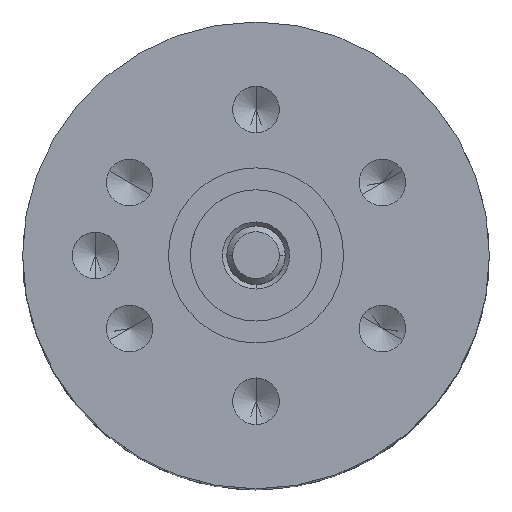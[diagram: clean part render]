
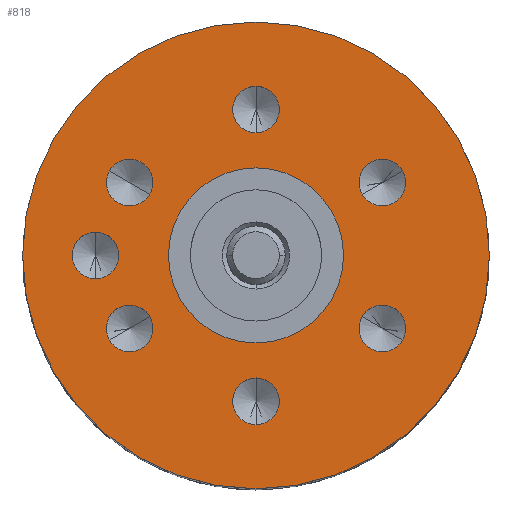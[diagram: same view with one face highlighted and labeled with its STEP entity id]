
A CAD part, top view. The second image highlights one B-rep face of the part: STEP entity #818.
In plain terms, the highlighted planar face has unit normal (0, 0, 1).
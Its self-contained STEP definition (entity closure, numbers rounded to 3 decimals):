
#303=CARTESIAN_POINT('',(0.,0.,22.4));
#304=DIRECTION('',(0.,0.,1.));
#305=DIRECTION('',(0.,1.,0.));
#306=AXIS2_PLACEMENT_3D('',#303,#304,#305);
#308=CARTESIAN_POINT('',(0.,0.,22.4));
#309=DIRECTION('',(0.,0.,-1.));
#310=DIRECTION('',(0.,1.,0.));
#311=AXIS2_PLACEMENT_3D('',#308,#309,#310);
#313=CARTESIAN_POINT('',(0.,0.,22.4));
#314=DIRECTION('',(0.,0.,1.));
#315=DIRECTION('',(0.,1.,0.));
#316=AXIS2_PLACEMENT_3D('',#313,#314,#315);
#318=CARTESIAN_POINT('',(0.,0.,22.4));
#319=DIRECTION('',(0.,0.,-1.));
#320=DIRECTION('',(0.,1.,0.));
#321=AXIS2_PLACEMENT_3D('',#318,#319,#320);
#323=CARTESIAN_POINT('',(0.,5.,22.4));
#324=DIRECTION('',(0.,0.,1.));
#325=DIRECTION('',(0.,1.,0.));
#326=AXIS2_PLACEMENT_3D('',#323,#324,#325);
#328=CARTESIAN_POINT('',(0.,5.,22.4));
#329=DIRECTION('',(0.,0.,1.));
#330=DIRECTION('',(0.,-1.,0.));
#331=AXIS2_PLACEMENT_3D('',#328,#329,#330);
#333=CARTESIAN_POINT('',(4.33,2.5,22.4));
#334=DIRECTION('',(0.,0.,1.));
#335=DIRECTION('',(0.866,0.5,0.));
#336=AXIS2_PLACEMENT_3D('',#333,#334,#335);
#338=CARTESIAN_POINT('',(4.33,2.5,22.4));
#339=DIRECTION('',(0.,0.,1.));
#340=DIRECTION('',(-0.866,-0.5,0.));
#341=AXIS2_PLACEMENT_3D('',#338,#339,#340);
#343=CARTESIAN_POINT('',(4.33,-2.5,22.4));
#344=DIRECTION('',(0.,0.,1.));
#345=DIRECTION('',(0.866,-0.5,0.));
#346=AXIS2_PLACEMENT_3D('',#343,#344,#345);
#348=CARTESIAN_POINT('',(4.33,-2.5,22.4));
#349=DIRECTION('',(0.,0.,1.));
#350=DIRECTION('',(-0.866,0.5,0.));
#351=AXIS2_PLACEMENT_3D('',#348,#349,#350);
#353=CARTESIAN_POINT('',(0.,-5.,22.4));
#354=DIRECTION('',(0.,0.,1.));
#355=DIRECTION('',(0.,-1.,0.));
#356=AXIS2_PLACEMENT_3D('',#353,#354,#355);
#358=CARTESIAN_POINT('',(0.,-5.,22.4));
#359=DIRECTION('',(0.,0.,1.));
#360=DIRECTION('',(0.,1.,0.));
#361=AXIS2_PLACEMENT_3D('',#358,#359,#360);
#363=CARTESIAN_POINT('',(-4.33,-2.5,22.4));
#364=DIRECTION('',(0.,0.,1.));
#365=DIRECTION('',(-0.866,-0.5,0.));
#366=AXIS2_PLACEMENT_3D('',#363,#364,#365);
#368=CARTESIAN_POINT('',(-4.33,-2.5,22.4));
#369=DIRECTION('',(0.,0.,1.));
#370=DIRECTION('',(0.866,0.5,0.));
#371=AXIS2_PLACEMENT_3D('',#368,#369,#370);
#373=CARTESIAN_POINT('',(-4.33,2.5,22.4));
#374=DIRECTION('',(0.,0.,1.));
#375=DIRECTION('',(-0.866,0.5,0.));
#376=AXIS2_PLACEMENT_3D('',#373,#374,#375);
#378=CARTESIAN_POINT('',(-4.33,2.5,22.4));
#379=DIRECTION('',(0.,0.,1.));
#380=DIRECTION('',(0.866,-0.5,0.));
#381=AXIS2_PLACEMENT_3D('',#378,#379,#380);
#383=CARTESIAN_POINT('',(-5.5,0.,22.4));
#384=DIRECTION('',(0.,0.,1.));
#385=DIRECTION('',(0.,1.,0.));
#386=AXIS2_PLACEMENT_3D('',#383,#384,#385);
#388=CARTESIAN_POINT('',(-5.5,0.,22.4));
#389=DIRECTION('',(0.,0.,1.));
#390=DIRECTION('',(0.,-1.,0.));
#391=AXIS2_PLACEMENT_3D('',#388,#389,#390);
#598=CARTESIAN_POINT('',(0.,8.,22.4));
#600=VERTEX_POINT('',#598);
#601=CARTESIAN_POINT('',(0.,3.,22.4));
#603=VERTEX_POINT('',#601);
#610=CARTESIAN_POINT('',(0.,-8.,22.4));
#612=VERTEX_POINT('',#610);
#613=CARTESIAN_POINT('',(0.,-3.,22.4));
#615=VERTEX_POINT('',#613);
#623=CARTESIAN_POINT('',(0.,5.8,22.4));
#624=CARTESIAN_POINT('',(0.,4.2,22.4));
#625=VERTEX_POINT('',#623);
#626=VERTEX_POINT('',#624);
#633=CARTESIAN_POINT('',(5.023,2.9,22.4));
#634=CARTESIAN_POINT('',(3.637,2.1,22.4));
#635=VERTEX_POINT('',#633);
#636=VERTEX_POINT('',#634);
#643=CARTESIAN_POINT('',(5.023,-2.9,22.4));
#644=CARTESIAN_POINT('',(3.637,-2.1,22.4));
#645=VERTEX_POINT('',#643);
#646=VERTEX_POINT('',#644);
#653=CARTESIAN_POINT('',(0.,-5.8,22.4));
#654=CARTESIAN_POINT('',(0.,-4.2,22.4));
#655=VERTEX_POINT('',#653);
#656=VERTEX_POINT('',#654);
#663=CARTESIAN_POINT('',(-5.023,-2.9,22.4));
#664=CARTESIAN_POINT('',(-3.637,-2.1,22.4));
#665=VERTEX_POINT('',#663);
#666=VERTEX_POINT('',#664);
#673=CARTESIAN_POINT('',(-5.023,2.9,22.4));
#674=CARTESIAN_POINT('',(-3.637,2.1,22.4));
#675=VERTEX_POINT('',#673);
#676=VERTEX_POINT('',#674);
#683=CARTESIAN_POINT('',(-5.5,0.8,22.4));
#684=CARTESIAN_POINT('',(-5.5,-0.8,22.4));
#685=VERTEX_POINT('',#683);
#686=VERTEX_POINT('',#684);
#761=CARTESIAN_POINT('',(0.,0.,22.4));
#762=DIRECTION('',(0.,0.,-1.));
#763=DIRECTION('',(0.,-1.,0.));
#764=AXIS2_PLACEMENT_3D('',#761,#762,#763);
#765=PLANE('',#764);
#767=ORIENTED_EDGE('',*,*,#766,.F.);
#769=ORIENTED_EDGE('',*,*,#768,.T.);
#770=EDGE_LOOP('',(#767,#769));
#771=FACE_OUTER_BOUND('',#770,.F.);
#772=ORIENTED_EDGE('',*,*,#754,.F.);
#773=ORIENTED_EDGE('',*,*,#743,.T.);
#774=EDGE_LOOP('',(#772,#773));
#775=FACE_BOUND('',#774,.F.);
#777=ORIENTED_EDGE('',*,*,#776,.T.);
#779=ORIENTED_EDGE('',*,*,#778,.T.);
#780=EDGE_LOOP('',(#777,#779));
#781=FACE_BOUND('',#780,.F.);
#783=ORIENTED_EDGE('',*,*,#782,.T.);
#785=ORIENTED_EDGE('',*,*,#784,.T.);
#786=EDGE_LOOP('',(#783,#785));
#787=FACE_BOUND('',#786,.F.);
#789=ORIENTED_EDGE('',*,*,#788,.T.);
#791=ORIENTED_EDGE('',*,*,#790,.T.);
#792=EDGE_LOOP('',(#789,#791));
#793=FACE_BOUND('',#792,.F.);
#795=ORIENTED_EDGE('',*,*,#794,.T.);
#797=ORIENTED_EDGE('',*,*,#796,.T.);
#798=EDGE_LOOP('',(#795,#797));
#799=FACE_BOUND('',#798,.F.);
#801=ORIENTED_EDGE('',*,*,#800,.T.);
#803=ORIENTED_EDGE('',*,*,#802,.T.);
#804=EDGE_LOOP('',(#801,#803));
#805=FACE_BOUND('',#804,.F.);
#807=ORIENTED_EDGE('',*,*,#806,.T.);
#809=ORIENTED_EDGE('',*,*,#808,.T.);
#810=EDGE_LOOP('',(#807,#809));
#811=FACE_BOUND('',#810,.F.);
#813=ORIENTED_EDGE('',*,*,#812,.T.);
#815=ORIENTED_EDGE('',*,*,#814,.T.);
#816=EDGE_LOOP('',(#813,#815));
#817=FACE_BOUND('',#816,.F.);
#818=ADVANCED_FACE('',(#771,#775,#781,#787,#793,#799,#805,#811,#817),#765,.F.);
#307=CIRCLE('',#306,3.);
#312=CIRCLE('',#311,3.);
#317=CIRCLE('',#316,8.);
#322=CIRCLE('',#321,8.);
#327=CIRCLE('',#326,0.8);
#332=CIRCLE('',#331,0.8);
#337=CIRCLE('',#336,0.8);
#342=CIRCLE('',#341,0.8);
#347=CIRCLE('',#346,0.8);
#352=CIRCLE('',#351,0.8);
#357=CIRCLE('',#356,0.8);
#362=CIRCLE('',#361,0.8);
#367=CIRCLE('',#366,0.8);
#372=CIRCLE('',#371,0.8);
#377=CIRCLE('',#376,0.8);
#382=CIRCLE('',#381,0.8);
#387=CIRCLE('',#386,0.8);
#392=CIRCLE('',#391,0.8);
#743=EDGE_CURVE('',#603,#615,#307,.T.);
#754=EDGE_CURVE('',#603,#615,#312,.T.);
#766=EDGE_CURVE('',#600,#612,#317,.T.);
#768=EDGE_CURVE('',#600,#612,#322,.T.);
#776=EDGE_CURVE('',#625,#626,#327,.T.);
#778=EDGE_CURVE('',#626,#625,#332,.T.);
#782=EDGE_CURVE('',#635,#636,#337,.T.);
#784=EDGE_CURVE('',#636,#635,#342,.T.);
#788=EDGE_CURVE('',#645,#646,#347,.T.);
#790=EDGE_CURVE('',#646,#645,#352,.T.);
#794=EDGE_CURVE('',#655,#656,#357,.T.);
#796=EDGE_CURVE('',#656,#655,#362,.T.);
#800=EDGE_CURVE('',#665,#666,#367,.T.);
#802=EDGE_CURVE('',#666,#665,#372,.T.);
#806=EDGE_CURVE('',#675,#676,#377,.T.);
#808=EDGE_CURVE('',#676,#675,#382,.T.);
#812=EDGE_CURVE('',#685,#686,#387,.T.);
#814=EDGE_CURVE('',#686,#685,#392,.T.);
